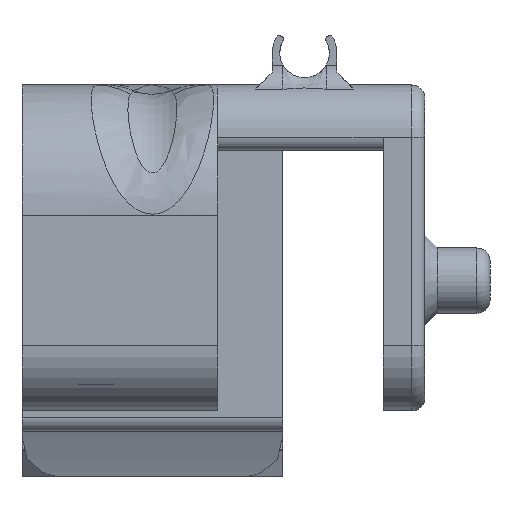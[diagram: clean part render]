
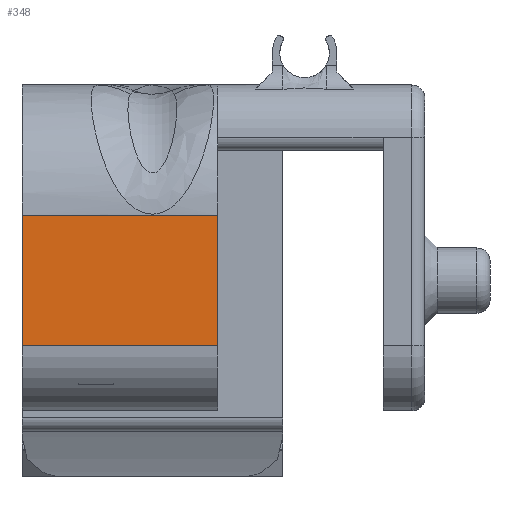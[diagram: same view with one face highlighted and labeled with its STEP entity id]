
A CAD part, left-side view. The second image highlights one B-rep face of the part: STEP entity #348.
In plain terms, the highlighted planar face has unit normal (-1, 0, 0).
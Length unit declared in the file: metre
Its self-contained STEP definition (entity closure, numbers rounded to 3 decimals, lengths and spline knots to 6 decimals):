
#348 = ADVANCED_FACE( '', ( #874 ), #875, .T. );
#874 = FACE_OUTER_BOUND( '', #1623, .T. );
#875 = PLANE( '', #1624 );
#1623 = EDGE_LOOP( '', ( #4371, #4372, #4373, #4374 ) );
#1624 = AXIS2_PLACEMENT_3D( '', #4375, #4376, #4377 );
#4371 = ORIENTED_EDGE( '', *, *, #6349, .T. );
#4372 = ORIENTED_EDGE( '', *, *, #6328, .T. );
#4373 = ORIENTED_EDGE( '', *, *, #6350, .F. );
#4374 = ORIENTED_EDGE( '', *, *, #6226, .F. );
#4375 = CARTESIAN_POINT( '', ( 0.129537, -0.490814, 0.23 ) );
#4376 = DIRECTION( '', ( -1., 0., 0. ) );
#4377 = DIRECTION( '', ( 0., 0., 1. ) );
#6226 = EDGE_CURVE( '', #7194, #7196, #7197, .T. );
#6328 = EDGE_CURVE( '', #7372, #7370, #7373, .T. );
#6349 = EDGE_CURVE( '', #7194, #7372, #7403, .T. );
#6350 = EDGE_CURVE( '', #7196, #7370, #7404, .T. );
#7194 = VERTEX_POINT( '', #8662 );
#7196 = VERTEX_POINT( '', #8664 );
#7197 = LINE( '', #8665, #8666 );
#7370 = VERTEX_POINT( '', #9060 );
#7372 = VERTEX_POINT( '', #9062 );
#7373 = LINE( '', #9063, #9064 );
#7403 = LINE( '', #9122, #9123 );
#7404 = LINE( '', #9124, #9125 );
#8662 = CARTESIAN_POINT( '', ( 0.129537, -0.485814, 0.23 ) );
#8664 = CARTESIAN_POINT( '', ( 0.129537, -0.470814, 0.23 ) );
#8665 = CARTESIAN_POINT( '', ( 0.129537, -0.490814, 0.23 ) );
#8666 = VECTOR( '', #11196, 1. );
#9060 = CARTESIAN_POINT( '', ( 0.129537, -0.470814, 0.24 ) );
#9062 = CARTESIAN_POINT( '', ( 0.129537, -0.485814, 0.24 ) );
#9063 = CARTESIAN_POINT( '', ( 0.129537, -0.490814, 0.24 ) );
#9064 = VECTOR( '', #11342, 1. );
#9122 = CARTESIAN_POINT( '', ( 0.129537, -0.485814, 0.23375 ) );
#9123 = VECTOR( '', #11365, 1. );
#9124 = CARTESIAN_POINT( '', ( 0.129537, -0.470814, 0.23 ) );
#9125 = VECTOR( '', #11366, 1. );
#11196 = DIRECTION( '', ( 0., 1., 0. ) );
#11342 = DIRECTION( '', ( 0., 1., 0. ) );
#11365 = DIRECTION( '', ( 0., 0., 1. ) );
#11366 = DIRECTION( '', ( 0., 0., 1. ) );
